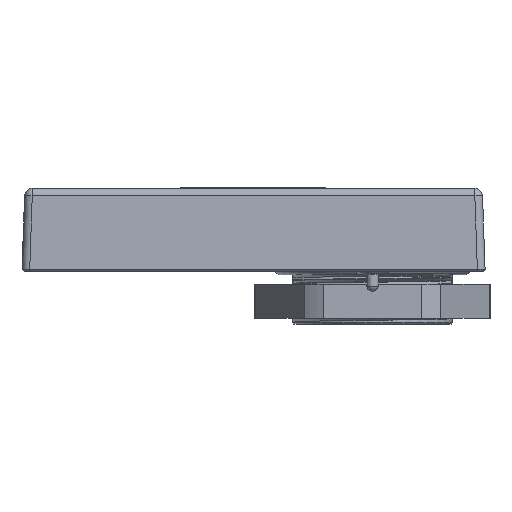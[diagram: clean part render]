
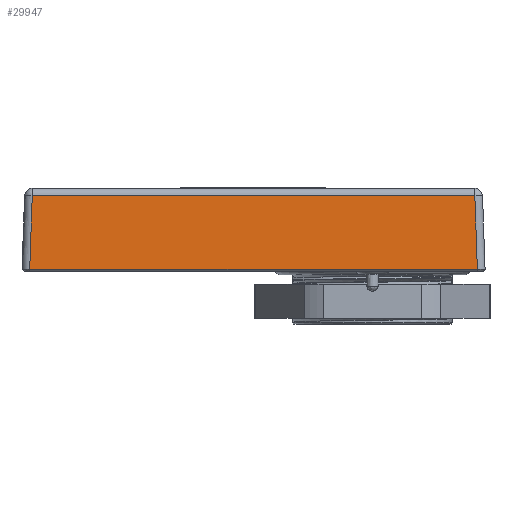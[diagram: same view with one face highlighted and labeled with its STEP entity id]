
A CAD part, front view. The second image highlights one B-rep face of the part: STEP entity #29947.
In plain terms, the highlighted face is planar.
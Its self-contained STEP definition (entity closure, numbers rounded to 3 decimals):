
#1233=CARTESIAN_POINT('',(-52.337,-18.9,
79.983));
#1252=DIRECTION('',(1.,0.,0.));
#1253=VECTOR('',#1252,104.674);
#1254=CARTESIAN_POINT('',(-52.337,-18.9,
79.983));
#1255=LINE('',#1254,#1253);
#1259=DIRECTION('',(-0.035,-0.999,0.035));
#1260=VECTOR('',#1259,17.184);
#1261=CARTESIAN_POINT('',(-51.738,-1.737,
79.383));
#1262=LINE('',#1261,#1260);
#1266=DIRECTION('',(-1.,0.,0.));
#1267=VECTOR('',#1266,103.476);
#1268=CARTESIAN_POINT('',(51.738,-1.737,79.383));
#1269=LINE('',#1268,#1267);
#1273=DIRECTION('',(-0.035,0.999,-0.035));
#1274=VECTOR('',#1273,17.184);
#1275=CARTESIAN_POINT('',(52.337,-18.9,79.983));
#1276=LINE('',#1275,#1274);
#26924=CARTESIAN_POINT('',(51.738,-1.737,
79.383));
#26925=CARTESIAN_POINT('',(-51.738,-1.737,
79.383));
#26926=VERTEX_POINT('',#26924);
#26927=VERTEX_POINT('',#26925);
#26962=VERTEX_POINT('',#1233);
#26964=CARTESIAN_POINT('',(52.337,-18.9,
79.983));
#26965=VERTEX_POINT('',#26964);
#29935=CARTESIAN_POINT('',(-53.476,0.,79.323));
#29936=DIRECTION('',(0.,0.035,0.999));
#29937=DIRECTION('',(0.,-0.999,0.035));
#29938=AXIS2_PLACEMENT_3D('',#29935,#29936,#29937);
#29939=PLANE('',#29938);
#29940=ORIENTED_EDGE('',*,*,#29925,.F.);
#29941=ORIENTED_EDGE('',*,*,#29809,.F.);
#29942=ORIENTED_EDGE('',*,*,#28794,.F.);
#29944=ORIENTED_EDGE('',*,*,#29943,.F.);
#29945=EDGE_LOOP('',(#29940,#29941,#29942,#29944));
#29946=FACE_OUTER_BOUND('',#29945,.F.);
#29947=ADVANCED_FACE('',(#29946),#29939,.T.);
#28794=EDGE_CURVE('',#26926,#26927,#1269,.T.);
#29809=EDGE_CURVE('',#26927,#26962,#1262,.T.);
#29925=EDGE_CURVE('',#26962,#26965,#1255,.T.);
#29943=EDGE_CURVE('',#26965,#26926,#1276,.T.);
